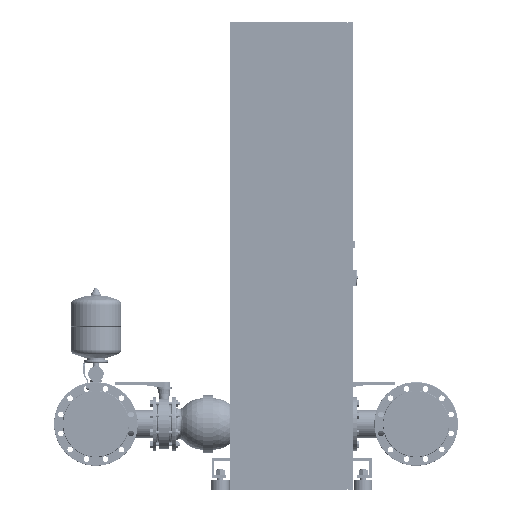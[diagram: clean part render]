
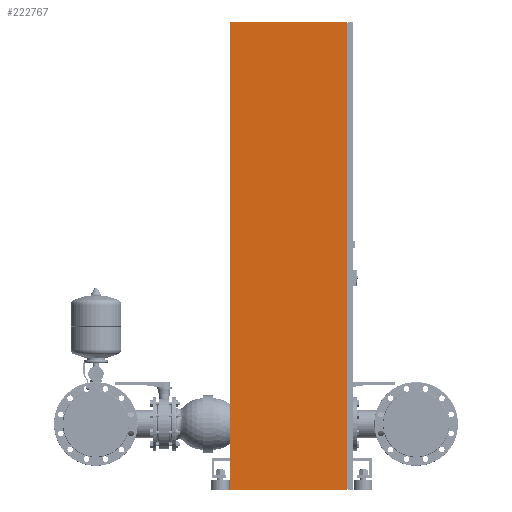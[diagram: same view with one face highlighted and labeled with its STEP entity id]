
A CAD part, left-side view. The second image highlights one B-rep face of the part: STEP entity #222767.
In plain terms, the highlighted planar face has unit normal (-1, 0, 0).
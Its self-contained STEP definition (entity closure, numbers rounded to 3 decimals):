
#222728=CARTESIAN_POINT('',(-750.0,250.0,0.0));
#222729=DIRECTION('',(-1.0,0.0,0.0));
#222730=DIRECTION('',(0.0,-1.0,0.0));
#222731=AXIS2_PLACEMENT_3D('',#222728,#222729,#222730);
#222732=PLANE('',#222731);
#222733=CARTESIAN_POINT('',(-750.0,-225.0,0.));
#222734=VERTEX_POINT('',#222733);
#222735=CARTESIAN_POINT('',(-750.,-225.,1900.0));
#222736=VERTEX_POINT('',#222735);
#222737=CARTESIAN_POINT('',(-750.0,-225.0,0.));
#222738=DIRECTION('',(0.0,0.0,1.0));
#222739=VECTOR('',#222738,1900.0);
#222740=LINE('',#222737,#222739);
#222741=EDGE_CURVE('',#222734,#222736,#222740,.T.);
#222742=ORIENTED_EDGE('',*,*,#222741,.T.);
#222743=CARTESIAN_POINT('',(-750.,250.,1900.0));
#222744=VERTEX_POINT('',#222743);
#222745=CARTESIAN_POINT('',(-750.,250.,1900.0));
#222746=DIRECTION('',(0.0,-1.0,0.0));
#222747=VECTOR('',#222746,475.0);
#222748=LINE('',#222745,#222747);
#222749=EDGE_CURVE('',#222744,#222736,#222748,.T.);
#222750=ORIENTED_EDGE('',*,*,#222749,.F.);
#222751=CARTESIAN_POINT('',(-750.0,250.0,0.0));
#222752=VERTEX_POINT('',#222751);
#222753=CARTESIAN_POINT('',(-750.,250.,1900.0));
#222754=DIRECTION('',(0.0,0.0,-1.0));
#222755=VECTOR('',#222754,1900.0);
#222756=LINE('',#222753,#222755);
#222757=EDGE_CURVE('',#222744,#222752,#222756,.T.);
#222758=ORIENTED_EDGE('',*,*,#222757,.T.);
#222759=CARTESIAN_POINT('',(-750.0,250.0,0.0));
#222760=DIRECTION('',(0.0,-1.0,0.0));
#222761=VECTOR('',#222760,475.0);
#222762=LINE('',#222759,#222761);
#222763=EDGE_CURVE('',#222752,#222734,#222762,.T.);
#222764=ORIENTED_EDGE('',*,*,#222763,.T.);
#222765=EDGE_LOOP('',(#222742,#222750,#222758,#222764));
#222766=FACE_OUTER_BOUND('',#222765,.T.);
#222767=ADVANCED_FACE('',(#222766),#222732,.T.);
